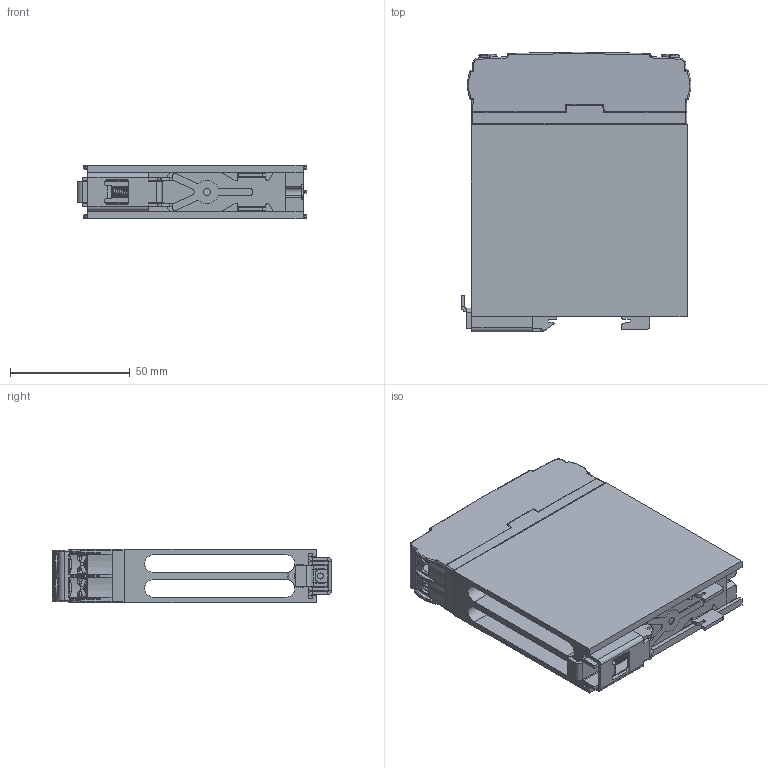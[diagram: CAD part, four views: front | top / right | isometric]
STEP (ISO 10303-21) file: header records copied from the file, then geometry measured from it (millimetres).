
FILE_DESCRIPTION (( 'STEP AP214' ), '1' );
FILE_NAME ('109902.STEP', '2015-08-24T19:50:26', ( 'test' ), ( '' ), 'SwSTEP 2.0', 'SolidWorks 2015', '' );
FILE_SCHEMA (( 'AUTOMOTIVE_DESIGN' ));
Length unit declared in the file: inch
Products named in the file (17): Plastic_Marking_Feature; Din Rail Spring; 423770; 19278; 19279_Boss tool; 19212 REV10_REV10; 06-501 Rev C_001; socket head cap screw_ai_HX-SHCS 0.164-32x0.375x0.375-N; Top Cover 22.5MM_Relay Frontal Removal; Shell 22.5MM contactor tooling_19337; 109902; CRYLOGO__small; 19041; Clamp_8; CAPTIVE SCREW, REV. C1; 19335; 19336
Assembly tree (22 placements, depth 3):
  109902
    Shell 22.5MM contactor tooling_19337
    Top Cover 22.5MM_Relay Frontal Removal
    socket head cap screw_ai_HX-SHCS 0.164-32x0.375x0.375-N  x2
    06-501 Rev C_001
    19212 REV10_REV10
    423770
      19279_Boss tool
      19278
    Din Rail Spring
    Plastic_Marking_Feature
    19336  x2
    19335  x2
    19041  x4
      CAPTIVE SCREW, REV. C1
      Clamp_8
    CRYLOGO__small
Bounding box: 95.85 x 116.77 x 22.5 mm (x, y, z)
Volume: 96759.6 mm3; surface area: 87323.9 mm2
Topology: 28 solids, 28 shells, 4403 faces, 11545 edges, 7006 vertices
Faces by surface type: plane 2077, cylinder 1011, bspline 636, cone 360, sphere 250, torus 69
Entity records: 131678 total; most frequent: CARTESIAN_POINT 54090, ORIENTED_EDGE 17446, DIRECTION 14110, EDGE_CURVE 8723, VERTEX_POINT 5393, VECTOR 4848, LINE 4848, AXIS2_PLACEMENT_3D 4631
